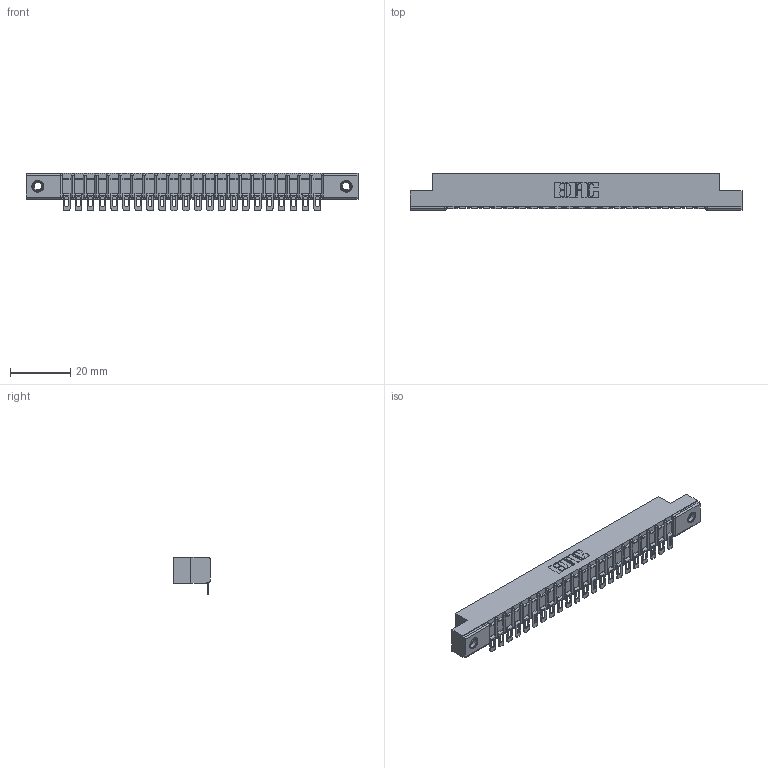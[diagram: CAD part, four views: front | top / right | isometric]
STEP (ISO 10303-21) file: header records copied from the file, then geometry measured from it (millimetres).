
FILE_DESCRIPTION (( 'STEP AP203' ), '1' );
FILE_NAME ('307-022-554-107.STEP', '2019-09-05T00:11:53', ( '' ), ( '' ), 'SwSTEP 2.0', 'SolidWorks 2016', '' );
FILE_SCHEMA (( 'CONFIG_CONTROL_DESIGN' ));
Length unit declared in the file: inch
Products named in the file (4): 307 Part_.156 Dia Mounting Holes; 345-250-001_345-250-005-103; 307-290-002_554; 307-022-554-107
Assembly tree (25 placements, depth 2):
  307-022-554-107
    307 Part_.156 Dia Mounting Holes
    307-290-002_554  x22
    345-250-001_345-250-005-103  x2
Bounding box: 110.19 x 12.01 x 12.52 mm (x, y, z)
Volume: 7268.6 mm3; surface area: 13346.5 mm2
Topology: 25 solids, 25 shells, 1983 faces, 6025 edges, 3946 vertices
Faces by surface type: plane 1114, cylinder 807, sphere 46, cone 12, torus 4
Entity records: 23476 total; most frequent: CARTESIAN_POINT 3937, ORIENTED_EDGE 3920, DIRECTION 3850, EDGE_CURVE 1960, VECTOR 1484, LINE 1484, VERTEX_POINT 1270, AXIS2_PLACEMENT_3D 1183
